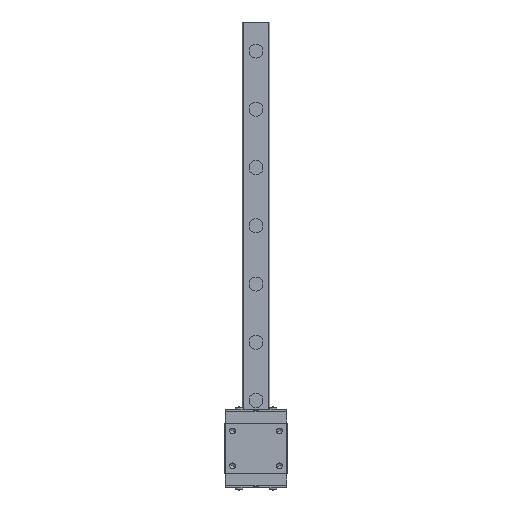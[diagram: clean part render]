
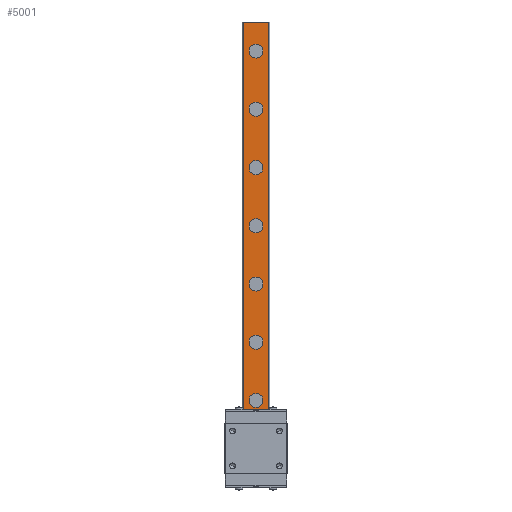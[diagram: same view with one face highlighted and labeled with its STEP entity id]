
A CAD part, top view. The second image highlights one B-rep face of the part: STEP entity #5001.
In plain terms, the highlighted planar face has unit normal (0, 0, 1).
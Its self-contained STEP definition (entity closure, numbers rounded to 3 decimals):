
#2037=EDGE_CURVE('',#4473,#4357,#5974,.T.);
#2109=VERTEX_POINT('',#6051);
#2327=EDGE_CURVE('',#4775,#3097,#6291,.T.);
#2515=EDGE_CURVE('',#2109,#3313,#6510,.T.);
#2517=EDGE_CURVE('',#3097,#4775,#6512,.T.);
#2859=EDGE_CURVE('',#5285,#3905,#6888,.T.);
#2883=EDGE_CURVE('',#5389,#5531,#6914,.T.);
#3081=VERTEX_POINT('',#7138);
#3097=VERTEX_POINT('',#7155);
#3101=VERTEX_POINT('',#7159);
#3283=VERTEX_POINT('',#7361);
#3313=VERTEX_POINT('',#7391);
#3337=VERTEX_POINT('',#7418);
#3397=EDGE_CURVE('',#3905,#3081,#7484,.T.);
#3523=VERTEX_POINT('',#7628);
#3533=VERTEX_POINT('',#7638);
#3585=EDGE_CURVE('',#4531,#3337,#7695,.T.);
#3731=EDGE_CURVE('',#3081,#3523,#7854,.T.);
#3775=VERTEX_POINT('',#7906);
#3807=EDGE_CURVE('',#4237,#3775,#7941,.T.);
#3905=VERTEX_POINT('',#8050);
#4183=EDGE_CURVE('',#3101,#3283,#8353,.T.);
#4237=VERTEX_POINT('',#8413);
#4357=VERTEX_POINT('',#8545);
#4465=EDGE_CURVE('',#3775,#4237,#8658,.T.);
#4473=VERTEX_POINT('',#8666);
#4513=VERTEX_POINT('',#8711);
#4531=VERTEX_POINT('',#8730);
#4723=EDGE_CURVE('',#4357,#4473,#8939,.T.);
#4733=EDGE_CURVE('',#3533,#4513,#8949,.T.);
#4775=VERTEX_POINT('',#8994);
#4849=EDGE_CURVE('',#5285,#3523,#9078,.T.);
#4915=EDGE_CURVE('',#3313,#2109,#9153,.T.);
#4957=EDGE_CURVE('',#5531,#5389,#9200,.T.);
#5001=ADVANCED_FACE('',(#9248,#9249,#9250,#9251,#9252,#9253,#9254,#9255,#9256),#9257,.T.);
#5025=EDGE_CURVE('',#3337,#4531,#9284,.T.);
#5123=EDGE_CURVE('',#4513,#3533,#9391,.T.);
#5239=EDGE_CURVE('',#3283,#3101,#9514,.T.);
#5285=VERTEX_POINT('',#9564);
#5389=VERTEX_POINT('',#9675);
#5531=VERTEX_POINT('',#9836);
#5974=CIRCLE('',#10334,3.0);
#6051=CARTESIAN_POINT('',(-3.0,187.5,8.0));
#6291=CIRCLE('',#10814,3.0);
#6510=CIRCLE('',#11151,3.0);
#6512=CIRCLE('',#11154,3.0);
#6888=LINE('',#11710,#11711);
#6914=CIRCLE('',#11745,3.0);
#7138=CARTESIAN_POINT('',(-5.5,0.0,8.0));
#7155=CARTESIAN_POINT('',(3.0,137.5,8.0));
#7159=CARTESIAN_POINT('',(-3.0,37.5,8.0));
#7361=CARTESIAN_POINT('',(3.0,37.5,8.0));
#7391=CARTESIAN_POINT('',(3.0,187.5,8.0));
#7418=CARTESIAN_POINT('',(3.0,87.5,8.0));
#7484=LINE('',#12630,#12631);
#7628=CARTESIAN_POINT('',(5.5,0.0,8.0));
#7638=CARTESIAN_POINT('',(-3.0,12.5,8.0));
#7695=CIRCLE('',#12936,3.0);
#7854=LINE('',#13180,#13181);
#7906=CARTESIAN_POINT('',(3.0,62.5,8.0));
#7941=CIRCLE('',#13288,3.0);
#8050=CARTESIAN_POINT('',(-5.5,200.0,8.0));
#8353=CIRCLE('',#13887,3.0);
#8413=CARTESIAN_POINT('',(-3.0,62.5,8.0));
#8545=CARTESIAN_POINT('',(-3.0,162.5,8.0));
#8658=CIRCLE('',#14349,3.0);
#8666=CARTESIAN_POINT('',(3.0,162.5,8.0));
#8711=CARTESIAN_POINT('',(3.0,12.5,8.0));
#8730=CARTESIAN_POINT('',(-3.0,87.5,8.0));
#8939=CIRCLE('',#14788,3.0);
#8949=CIRCLE('',#14805,3.0);
#8994=CARTESIAN_POINT('',(-3.0,137.5,8.0));
#9078=LINE('',#14991,#14992);
#9153=CIRCLE('',#15083,3.0);
#9200=CIRCLE('',#15147,3.0);
#9248=FACE_BOUND('',#15217,.T.);
#9249=FACE_BOUND('',#15218,.T.);
#9250=FACE_BOUND('',#15219,.T.);
#9251=FACE_BOUND('',#15220,.T.);
#9252=FACE_BOUND('',#15221,.T.);
#9253=FACE_BOUND('',#15222,.T.);
#9254=FACE_BOUND('',#15223,.T.);
#9255=FACE_BOUND('',#15224,.T.);
#9256=FACE_OUTER_BOUND('',#15225,.T.);
#9257=PLANE('',#15226);
#9284=CIRCLE('',#15261,3.0);
#9391=CIRCLE('',#15409,3.0);
#9514=CIRCLE('',#15607,3.0);
#9564=CARTESIAN_POINT('',(5.5,200.0,8.0));
#9675=CARTESIAN_POINT('',(3.0,112.5,8.0));
#9836=CARTESIAN_POINT('',(-3.0,112.5,8.0));
#10334=AXIS2_PLACEMENT_3D('',#16760,#16761,#16762);
#10814=AXIS2_PLACEMENT_3D('',#17130,#17131,#17132);
#11151=AXIS2_PLACEMENT_3D('',#17450,#17451,#17452);
#11154=AXIS2_PLACEMENT_3D('',#17453,#17454,#17455);
#11710=CARTESIAN_POINT('',(5.5,200.0,8.0));
#11711=VECTOR('',#17850,1.0);
#11745=AXIS2_PLACEMENT_3D('',#17874,#17875,#17876);
#12630=CARTESIAN_POINT('',(-5.5,200.0,8.0));
#12631=VECTOR('',#18555,1.0);
#12936=AXIS2_PLACEMENT_3D('',#18825,#18826,#18827);
#13180=CARTESIAN_POINT('',(5.5,0.0,8.0));
#13181=VECTOR('',#18963,1.0);
#13288=AXIS2_PLACEMENT_3D('',#19069,#19070,#19071);
#13887=AXIS2_PLACEMENT_3D('',#19466,#19467,#19468);
#14349=AXIS2_PLACEMENT_3D('',#19779,#19780,#19781);
#14788=AXIS2_PLACEMENT_3D('',#20049,#20050,#20051);
#14805=AXIS2_PLACEMENT_3D('',#20055,#20056,#20057);
#14991=CARTESIAN_POINT('',(5.5,200.0,8.0));
#14992=VECTOR('',#20186,1.0);
#15083=AXIS2_PLACEMENT_3D('',#20297,#20298,#20299);
#15147=AXIS2_PLACEMENT_3D('',#20342,#20343,#20344);
#15217=EDGE_LOOP('',(#20402,#20403));
#15218=EDGE_LOOP('',(#20404,#20405));
#15219=EDGE_LOOP('',(#20406,#20407));
#15220=EDGE_LOOP('',(#20408,#20409));
#15221=EDGE_LOOP('',(#20410,#20411));
#15222=EDGE_LOOP('',(#20412,#20413));
#15223=EDGE_LOOP('',(#20414,#20415));
#15224=EDGE_LOOP('',(#20416,#20417));
#15225=EDGE_LOOP('',(#20418,#20419,#20420,#20421));
#15226=AXIS2_PLACEMENT_3D('',#20422,#20423,#20424);
#15261=AXIS2_PLACEMENT_3D('',#20452,#20453,#20454);
#15409=AXIS2_PLACEMENT_3D('',#20552,#20553,#20554);
#15607=AXIS2_PLACEMENT_3D('',#20664,#20665,#20666);
#16760=CARTESIAN_POINT('',(0.0,162.5,8.0));
#16761=DIRECTION('',(0.0,0.0,-1.0));
#16762=DIRECTION('',(1.0,0.0,0.0));
#17130=CARTESIAN_POINT('',(0.0,137.5,8.0));
#17131=DIRECTION('',(0.0,0.0,-1.0));
#17132=DIRECTION('',(1.0,0.0,0.0));
#17450=CARTESIAN_POINT('',(0.0,187.5,8.0));
#17451=DIRECTION('',(0.0,0.0,-1.0));
#17452=DIRECTION('',(1.0,0.0,0.0));
#17453=CARTESIAN_POINT('',(0.0,137.5,8.0));
#17454=DIRECTION('',(0.0,0.0,-1.0));
#17455=DIRECTION('',(1.0,0.0,0.0));
#17850=DIRECTION('',(-1.0,0.0,0.0));
#17874=CARTESIAN_POINT('',(0.0,112.5,8.0));
#17875=DIRECTION('',(0.0,0.0,-1.0));
#17876=DIRECTION('',(1.0,0.0,0.0));
#18555=DIRECTION('',(0.0,-1.0,0.0));
#18825=CARTESIAN_POINT('',(0.0,87.5,8.0));
#18826=DIRECTION('',(0.0,0.0,-1.0));
#18827=DIRECTION('',(1.0,0.0,0.0));
#18963=DIRECTION('',(1.0,0.0,0.0));
#19069=CARTESIAN_POINT('',(0.0,62.5,8.0));
#19070=DIRECTION('',(0.0,0.0,-1.0));
#19071=DIRECTION('',(1.0,0.0,0.0));
#19466=CARTESIAN_POINT('',(0.0,37.5,8.0));
#19467=DIRECTION('',(0.0,0.0,-1.0));
#19468=DIRECTION('',(1.0,0.0,0.0));
#19779=CARTESIAN_POINT('',(0.0,62.5,8.0));
#19780=DIRECTION('',(0.0,0.0,-1.0));
#19781=DIRECTION('',(1.0,0.0,0.0));
#20049=CARTESIAN_POINT('',(0.0,162.5,8.0));
#20050=DIRECTION('',(0.0,0.0,-1.0));
#20051=DIRECTION('',(1.0,0.0,0.0));
#20055=CARTESIAN_POINT('',(0.0,12.5,8.0));
#20056=DIRECTION('',(0.0,0.0,-1.0));
#20057=DIRECTION('',(1.0,0.0,0.0));
#20186=DIRECTION('',(0.0,-1.0,0.0));
#20297=CARTESIAN_POINT('',(0.0,187.5,8.0));
#20298=DIRECTION('',(0.0,0.0,-1.0));
#20299=DIRECTION('',(1.0,0.0,0.0));
#20342=CARTESIAN_POINT('',(0.0,112.5,8.0));
#20343=DIRECTION('',(0.0,0.0,-1.0));
#20344=DIRECTION('',(1.0,0.0,0.0));
#20402=ORIENTED_EDGE('',*,*,#2515,.T.);
#20403=ORIENTED_EDGE('',*,*,#4915,.T.);
#20404=ORIENTED_EDGE('',*,*,#4723,.T.);
#20405=ORIENTED_EDGE('',*,*,#2037,.T.);
#20406=ORIENTED_EDGE('',*,*,#2327,.T.);
#20407=ORIENTED_EDGE('',*,*,#2517,.T.);
#20408=ORIENTED_EDGE('',*,*,#4957,.T.);
#20409=ORIENTED_EDGE('',*,*,#2883,.T.);
#20410=ORIENTED_EDGE('',*,*,#3585,.T.);
#20411=ORIENTED_EDGE('',*,*,#5025,.T.);
#20412=ORIENTED_EDGE('',*,*,#3807,.T.);
#20413=ORIENTED_EDGE('',*,*,#4465,.T.);
#20414=ORIENTED_EDGE('',*,*,#4183,.T.);
#20415=ORIENTED_EDGE('',*,*,#5239,.T.);
#20416=ORIENTED_EDGE('',*,*,#4733,.T.);
#20417=ORIENTED_EDGE('',*,*,#5123,.T.);
#20418=ORIENTED_EDGE('',*,*,#3731,.T.);
#20419=ORIENTED_EDGE('',*,*,#4849,.F.);
#20420=ORIENTED_EDGE('',*,*,#2859,.T.);
#20421=ORIENTED_EDGE('',*,*,#3397,.T.);
#20422=CARTESIAN_POINT('',(-5.5,200.0,8.0));
#20423=DIRECTION('',(0.0,0.0,1.0));
#20424=DIRECTION('',(-1.0,0.0,0.0));
#20452=CARTESIAN_POINT('',(0.0,87.5,8.0));
#20453=DIRECTION('',(0.0,0.0,-1.0));
#20454=DIRECTION('',(1.0,0.0,0.0));
#20552=CARTESIAN_POINT('',(0.0,12.5,8.0));
#20553=DIRECTION('',(0.0,0.0,-1.0));
#20554=DIRECTION('',(1.0,0.0,0.0));
#20664=CARTESIAN_POINT('',(0.0,37.5,8.0));
#20665=DIRECTION('',(0.0,0.0,-1.0));
#20666=DIRECTION('',(1.0,0.0,0.0));
